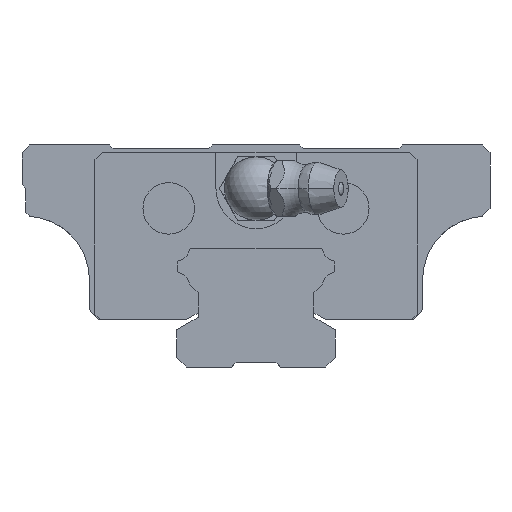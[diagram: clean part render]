
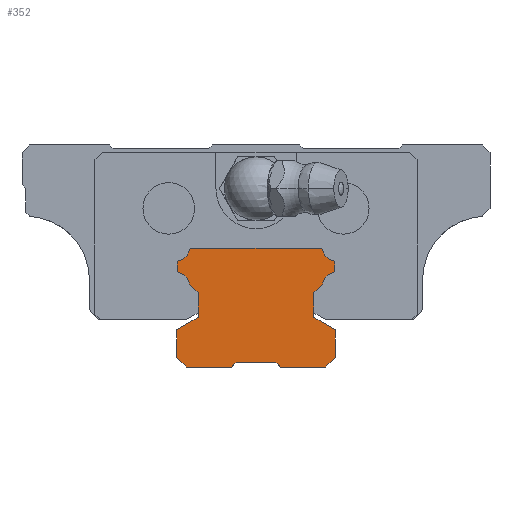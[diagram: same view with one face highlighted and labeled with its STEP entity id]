
A CAD part, front view. The second image highlights one B-rep face of the part: STEP entity #352.
In plain terms, the highlighted planar face has unit normal (0, -1, 0).
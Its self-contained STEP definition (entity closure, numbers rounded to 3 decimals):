
#352=ADVANCED_FACE('',(#774),#775,.T.);
#774=FACE_OUTER_BOUND('',#1314,.T.);
#775=PLANE('',#1315);
#1314=EDGE_LOOP('',(#2917,#2918,#2919,#2920,#2921,#2922,#2923,#2924,#2925,#2926,#2927,#2928,#2929,#2930,#2931,#2932,#2933,#2934,#2935,#2936,#2937,#2938,#2939,#2940,#2941,#2942,#2943,#2944));
#1315=AXIS2_PLACEMENT_3D('',#2945,#2946,#2947);
#2917=ORIENTED_EDGE('',*,*,#3812,.T.);
#2918=ORIENTED_EDGE('',*,*,#3813,.T.);
#2919=ORIENTED_EDGE('',*,*,#3814,.T.);
#2920=ORIENTED_EDGE('',*,*,#3815,.T.);
#2921=ORIENTED_EDGE('',*,*,#3816,.F.);
#2922=ORIENTED_EDGE('',*,*,#3817,.F.);
#2923=ORIENTED_EDGE('',*,*,#3818,.T.);
#2924=ORIENTED_EDGE('',*,*,#3819,.T.);
#2925=ORIENTED_EDGE('',*,*,#3820,.T.);
#2926=ORIENTED_EDGE('',*,*,#3821,.F.);
#2927=ORIENTED_EDGE('',*,*,#3822,.T.);
#2928=ORIENTED_EDGE('',*,*,#3823,.F.);
#2929=ORIENTED_EDGE('',*,*,#3824,.F.);
#2930=ORIENTED_EDGE('',*,*,#3825,.F.);
#2931=ORIENTED_EDGE('',*,*,#3826,.F.);
#2932=ORIENTED_EDGE('',*,*,#3827,.F.);
#2933=ORIENTED_EDGE('',*,*,#3828,.F.);
#2934=ORIENTED_EDGE('',*,*,#3829,.F.);
#2935=ORIENTED_EDGE('',*,*,#3830,.T.);
#2936=ORIENTED_EDGE('',*,*,#3831,.F.);
#2937=ORIENTED_EDGE('',*,*,#3832,.T.);
#2938=ORIENTED_EDGE('',*,*,#3833,.F.);
#2939=ORIENTED_EDGE('',*,*,#3834,.F.);
#2940=ORIENTED_EDGE('',*,*,#3835,.F.);
#2941=ORIENTED_EDGE('',*,*,#3836,.F.);
#2942=ORIENTED_EDGE('',*,*,#3837,.T.);
#2943=ORIENTED_EDGE('',*,*,#3838,.T.);
#2944=ORIENTED_EDGE('',*,*,#3839,.F.);
#2945=CARTESIAN_POINT('',(10.145,-110.0,14.545));
#2946=DIRECTION('',(0.0,-1.0,0.0));
#2947=DIRECTION('',(0.0,0.0,-1.0));
#3812=EDGE_CURVE('',#4772,#4773,#4774,.T.);
#3813=EDGE_CURVE('',#4773,#4775,#4776,.T.);
#3814=EDGE_CURVE('',#4775,#4777,#4778,.T.);
#3815=EDGE_CURVE('',#4777,#4779,#4780,.T.);
#3816=EDGE_CURVE('',#4781,#4779,#4782,.T.);
#3817=EDGE_CURVE('',#4783,#4781,#4784,.T.);
#3818=EDGE_CURVE('',#4783,#4785,#4786,.T.);
#3819=EDGE_CURVE('',#4785,#4787,#4788,.T.);
#3820=EDGE_CURVE('',#4787,#4789,#4790,.T.);
#3821=EDGE_CURVE('',#4791,#4789,#4792,.T.);
#3822=EDGE_CURVE('',#4791,#4793,#4794,.T.);
#3823=EDGE_CURVE('',#4795,#4793,#4796,.T.);
#3824=EDGE_CURVE('',#4797,#4795,#4798,.T.);
#3825=EDGE_CURVE('',#4799,#4797,#4800,.T.);
#3826=EDGE_CURVE('',#4801,#4799,#4802,.T.);
#3827=EDGE_CURVE('',#4803,#4801,#4804,.T.);
#3828=EDGE_CURVE('',#4805,#4803,#4806,.T.);
#3829=EDGE_CURVE('',#4807,#4805,#4808,.T.);
#3830=EDGE_CURVE('',#4807,#4809,#4810,.T.);
#3831=EDGE_CURVE('',#4811,#4809,#4812,.T.);
#3832=EDGE_CURVE('',#4811,#4813,#4814,.T.);
#3833=EDGE_CURVE('',#4815,#4813,#4816,.T.);
#3834=EDGE_CURVE('',#4817,#4815,#4818,.T.);
#3835=EDGE_CURVE('',#4819,#4817,#4820,.T.);
#3836=EDGE_CURVE('',#4821,#4819,#4822,.T.);
#3837=EDGE_CURVE('',#4821,#4823,#4824,.T.);
#3838=EDGE_CURVE('',#4823,#4825,#4826,.T.);
#3839=EDGE_CURVE('',#4772,#4825,#4827,.T.);
#4772=VERTEX_POINT('',#6305);
#4773=VERTEX_POINT('',#6306);
#4774=LINE('',#6307,#6308);
#4775=VERTEX_POINT('',#6309);
#4776=LINE('',#6310,#6311);
#4777=VERTEX_POINT('',#6312);
#4778=LINE('',#6313,#6314);
#4779=VERTEX_POINT('',#6315);
#4780=LINE('',#6316,#6317);
#4781=VERTEX_POINT('',#6318);
#4782=LINE('',#6319,#6320);
#4783=VERTEX_POINT('',#6321);
#4784=LINE('',#6322,#6323);
#4785=VERTEX_POINT('',#6324);
#4786=LINE('',#6325,#6326);
#4787=VERTEX_POINT('',#6327);
#4788=LINE('',#6328,#6329);
#4789=VERTEX_POINT('',#6330);
#4790=LINE('',#6331,#6332);
#4791=VERTEX_POINT('',#6333);
#4792=LINE('',#6334,#6335);
#4793=VERTEX_POINT('',#6336);
#4794=LINE('',#6337,#6338);
#4795=VERTEX_POINT('',#6339);
#4796=LINE('',#6340,#6341);
#4797=VERTEX_POINT('',#6342);
#4798=LINE('',#6343,#6344);
#4799=VERTEX_POINT('',#6345);
#4800=LINE('',#6346,#6347);
#4801=VERTEX_POINT('',#6348);
#4802=LINE('',#6349,#6350);
#4803=VERTEX_POINT('',#6351);
#4804=CIRCLE('',#6352,1.8);
#4805=VERTEX_POINT('',#6353);
#4806=LINE('',#6354,#6355);
#4807=VERTEX_POINT('',#6356);
#4808=LINE('',#6357,#6358);
#4809=VERTEX_POINT('',#6359);
#4810=LINE('',#6360,#6361);
#4811=VERTEX_POINT('',#6362);
#4812=CIRCLE('',#6363,1.8);
#4813=VERTEX_POINT('',#6364);
#4814=LINE('',#6365,#6366);
#4815=VERTEX_POINT('',#6367);
#4816=LINE('',#6368,#6369);
#4817=VERTEX_POINT('',#6370);
#4818=LINE('',#6371,#6372);
#4819=VERTEX_POINT('',#6373);
#4820=CIRCLE('',#6374,1.8);
#4821=VERTEX_POINT('',#6375);
#4822=LINE('',#6376,#6377);
#4823=VERTEX_POINT('',#6378);
#4824=LINE('',#6379,#6380);
#4825=VERTEX_POINT('',#6381);
#4826=LINE('',#6382,#6383);
#4827=CIRCLE('',#6384,1.8);
#6305=CARTESIAN_POINT('',(-8.372,-110.0,9.868));
#6306=CARTESIAN_POINT('',(-7.3,-110.0,8.796));
#6307=CARTESIAN_POINT('',(-8.372,-110.0,9.868));
#6308=VECTOR('',#7343,1000.0);
#6309=CARTESIAN_POINT('',(-7.3,-110.0,5.659));
#6310=CARTESIAN_POINT('',(-7.3,-110.0,6.236));
#6311=VECTOR('',#7344,1000.0);
#6312=CARTESIAN_POINT('',(-10.0,-110.0,4.1));
#6313=CARTESIAN_POINT('',(-7.3,-110.0,5.659));
#6314=VECTOR('',#7345,1000.0);
#6315=CARTESIAN_POINT('',(-10.0,-110.0,0.6));
#6316=CARTESIAN_POINT('',(-10.0,-110.0,4.1));
#6317=VECTOR('',#7346,1000.0);
#6318=CARTESIAN_POINT('',(-8.8,-110.0,-0.6));
#6319=CARTESIAN_POINT('',(-8.8,-110.0,-0.6));
#6320=VECTOR('',#7347,1000.0);
#6321=CARTESIAN_POINT('',(-3.1,-110.0,-0.6));
#6322=CARTESIAN_POINT('',(-3.1,-110.0,-0.6));
#6323=VECTOR('',#7348,1000.0);
#6324=CARTESIAN_POINT('',(-2.5,-110.0,0.0));
#6325=CARTESIAN_POINT('',(-3.1,-110.0,-0.6));
#6326=VECTOR('',#7349,1000.0);
#6327=CARTESIAN_POINT('',(2.5,-110.0,0.0));
#6328=CARTESIAN_POINT('',(-2.5,-110.0,0.0));
#6329=VECTOR('',#7350,1000.0);
#6330=CARTESIAN_POINT('',(3.1,-110.0,-0.6));
#6331=CARTESIAN_POINT('',(2.5,-110.0,0.0));
#6332=VECTOR('',#7351,1000.0);
#6333=CARTESIAN_POINT('',(8.8,-110.0,-0.6));
#6334=CARTESIAN_POINT('',(8.8,-110.0,-0.6));
#6335=VECTOR('',#7352,1000.0);
#6336=CARTESIAN_POINT('',(10.0,-110.0,0.6));
#6337=CARTESIAN_POINT('',(8.8,-110.0,-0.6));
#6338=VECTOR('',#7353,1000.0);
#6339=CARTESIAN_POINT('',(10.0,-110.0,4.1));
#6340=CARTESIAN_POINT('',(10.0,-110.0,4.1));
#6341=VECTOR('',#7354,1000.0);
#6342=CARTESIAN_POINT('',(7.3,-110.0,5.659));
#6343=CARTESIAN_POINT('',(7.3,-110.0,5.659));
#6344=VECTOR('',#7355,1000.0);
#6345=CARTESIAN_POINT('',(7.3,-110.0,8.796));
#6346=CARTESIAN_POINT('',(7.3,-110.0,6.236));
#6347=VECTOR('',#7356,1000.0);
#6348=CARTESIAN_POINT('',(8.372,-110.0,9.868));
#6349=CARTESIAN_POINT('',(8.372,-110.0,9.868));
#6350=VECTOR('',#7357,1000.0);
#6351=CARTESIAN_POINT('',(9.832,-110.0,11.328));
#6352=AXIS2_PLACEMENT_3D('',#7358,#7359,#7360);
#6353=CARTESIAN_POINT('',(9.93,-110.0,11.426));
#6354=CARTESIAN_POINT('',(9.93,-110.0,11.426));
#6355=VECTOR('',#7361,1000.0);
#6356=CARTESIAN_POINT('',(9.93,-110.0,12.674));
#6357=CARTESIAN_POINT('',(9.93,-110.0,12.674));
#6358=VECTOR('',#7362,1000.0);
#6359=CARTESIAN_POINT('',(9.832,-110.0,12.772));
#6360=CARTESIAN_POINT('',(9.93,-110.0,12.674));
#6361=VECTOR('',#7363,1000.0);
#6362=CARTESIAN_POINT('',(8.372,-110.0,14.232));
#6363=AXIS2_PLACEMENT_3D('',#7364,#7365,#7366);
#6364=CARTESIAN_POINT('',(8.204,-110.0,14.4));
#6365=CARTESIAN_POINT('',(8.372,-110.0,14.232));
#6366=VECTOR('',#7367,1000.0);
#6367=CARTESIAN_POINT('',(-8.204,-110.0,14.4));
#6368=CARTESIAN_POINT('',(10.145,-110.0,14.4));
#6369=VECTOR('',#7368,1000.0);
#6370=CARTESIAN_POINT('',(-8.372,-110.0,14.232));
#6371=CARTESIAN_POINT('',(-8.372,-110.0,14.232));
#6372=VECTOR('',#7369,1000.0);
#6373=CARTESIAN_POINT('',(-9.832,-110.0,12.772));
#6374=AXIS2_PLACEMENT_3D('',#7370,#7371,#7372);
#6375=CARTESIAN_POINT('',(-9.93,-110.0,12.674));
#6376=CARTESIAN_POINT('',(-9.93,-110.0,12.674));
#6377=VECTOR('',#7373,1000.0);
#6378=CARTESIAN_POINT('',(-9.93,-110.0,11.426));
#6379=CARTESIAN_POINT('',(-9.93,-110.0,12.674));
#6380=VECTOR('',#7374,1000.0);
#6381=CARTESIAN_POINT('',(-9.832,-110.0,11.328));
#6382=CARTESIAN_POINT('',(-9.93,-110.0,11.426));
#6383=VECTOR('',#7375,1000.0);
#6384=AXIS2_PLACEMENT_3D('',#7376,#7377,#7378);
#7343=DIRECTION('',(0.707,0.0,-0.707));
#7344=DIRECTION('',(0.0,0.0,-1.0));
#7345=DIRECTION('',(-0.866,0.0,-0.5));
#7346=DIRECTION('',(0.0,0.0,-1.0));
#7347=DIRECTION('',(-0.707,0.0,0.707));
#7348=DIRECTION('',(-1.0,0.0,0.0));
#7349=DIRECTION('',(0.707,0.0,0.707));
#7350=DIRECTION('',(1.0,0.0,0.0));
#7351=DIRECTION('',(0.707,0.0,-0.707));
#7352=DIRECTION('',(-1.0,0.0,0.0));
#7353=DIRECTION('',(0.707,0.0,0.707));
#7354=DIRECTION('',(0.0,0.0,-1.0));
#7355=DIRECTION('',(0.866,0.0,-0.5));
#7356=DIRECTION('',(0.0,0.0,-1.0));
#7357=DIRECTION('',(-0.707,0.0,-0.707));
#7358=CARTESIAN_POINT('',(10.145,-110.0,9.555));
#7359=DIRECTION('',(0.0,-1.0,0.0));
#7360=DIRECTION('',(1.0,0.0,0.0));
#7361=DIRECTION('',(-0.707,0.0,-0.707));
#7362=DIRECTION('',(0.0,0.0,-1.0));
#7363=DIRECTION('',(-0.707,0.0,0.707));
#7364=CARTESIAN_POINT('',(10.145,-110.0,14.545));
#7365=DIRECTION('',(0.0,-1.0,0.0));
#7366=DIRECTION('',(1.0,0.0,0.0));
#7367=DIRECTION('',(-0.707,0.0,0.707));
#7368=DIRECTION('',(1.0,0.0,0.0));
#7369=DIRECTION('',(0.707,0.0,0.707));
#7370=CARTESIAN_POINT('',(-10.145,-110.0,14.545));
#7371=DIRECTION('',(0.0,-1.0,0.0));
#7372=DIRECTION('',(1.0,0.0,0.0));
#7373=DIRECTION('',(0.707,0.0,0.707));
#7374=DIRECTION('',(0.0,0.0,-1.0));
#7375=DIRECTION('',(0.707,0.0,-0.707));
#7376=CARTESIAN_POINT('',(-10.145,-110.0,9.555));
#7377=DIRECTION('',(0.0,-1.0,0.0));
#7378=DIRECTION('',(1.0,0.0,0.0));
